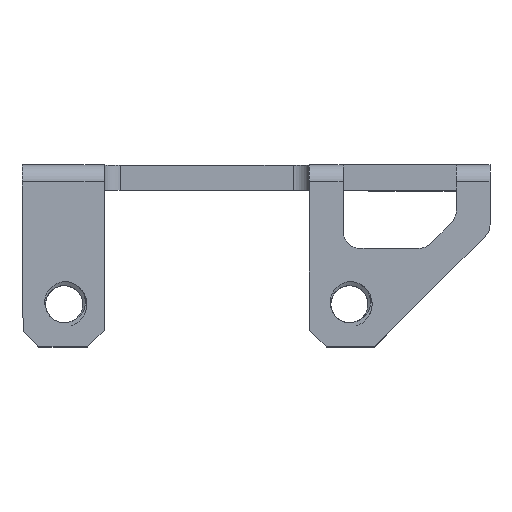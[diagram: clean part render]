
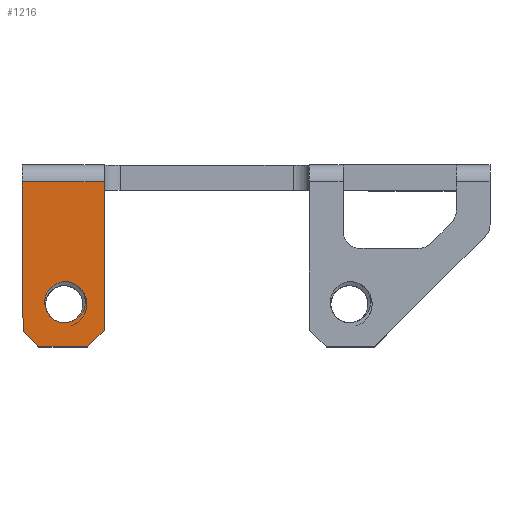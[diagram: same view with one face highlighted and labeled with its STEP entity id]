
A CAD part, top view. The second image highlights one B-rep face of the part: STEP entity #1216.
In plain terms, the highlighted planar face has unit normal (0, 0, 1).
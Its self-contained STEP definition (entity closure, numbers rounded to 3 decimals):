
#101 = LINE ( 'NONE', #580, #2257 ) ;
#151 = EDGE_CURVE ( 'NONE', #2801, #6146, #6325, .T. ) ;
#206 = ORIENTED_EDGE ( 'NONE', *, *, #5843, .T. ) ;
#262 = CARTESIAN_POINT ( 'NONE',  ( -7.085, -10.8, 0. ) ) ;
#271 = LINE ( 'NONE', #5188, #5452 ) ;
#297 = DIRECTION ( 'NONE',  ( -0.003, -1., 0. ) ) ;
#323 = LINE ( 'NONE', #2666, #1797 ) ;
#332 = CARTESIAN_POINT ( 'NONE',  ( -7.464, -7.363, 0. ) ) ;
#363 = ORIENTED_EDGE ( 'NONE', *, *, #6069, .T. ) ;
#402 = CARTESIAN_POINT ( 'NONE',  ( -7.2, -8.315, 0. ) ) ;
#405 = CARTESIAN_POINT ( 'NONE',  ( -8.227, -6.928, 0. ) ) ;
#558 = EDGE_CURVE ( 'NONE', #2809, #2801, #3191, .T. ) ;
#570 = ORIENTED_EDGE ( 'NONE', *, *, #6646, .T. ) ;
#580 = CARTESIAN_POINT ( 'NONE',  ( -6.585, -10.3, 0. ) ) ;
#656 = CARTESIAN_POINT ( 'NONE',  ( -8.463, -9.363, 0. ) ) ;
#674 = CARTESIAN_POINT ( 'NONE',  ( -8.096, -9.3, 0. ) ) ;
#795 = ORIENTED_EDGE ( 'NONE', *, *, #949, .T. ) ;
#875 = CIRCLE ( 'NONE', #2978, 1.1 ) ;
#883 = CARTESIAN_POINT ( 'NONE',  ( -8.407, -6.921, 0. ) ) ;
#916 = CARTESIAN_POINT ( 'NONE',  ( -7.274, -7.715, 0. ) ) ;
#949 = EDGE_CURVE ( 'NONE', #1326, #2864, #4116, .T. ) ;
#1145 = CARTESIAN_POINT ( 'NONE',  ( -10.882, -9.881, 0. ) ) ;
#1160 = CARTESIAN_POINT ( 'NONE',  ( -8.096, -9.3, 0. ) ) ;
#1164 = CARTESIAN_POINT ( 'NONE',  ( -10.922, -8.34, 0. ) ) ;
#1170 = ORIENTED_EDGE ( 'NONE', *, *, #2295, .T. ) ;
#1175 = DIRECTION ( 'NONE',  ( 0., -1., 0. ) ) ;
#1216 = ADVANCED_FACE ( 'NONE', ( #3342, #4992 ), #2856, .T. ) ;
#1255 = CARTESIAN_POINT ( 'NONE',  ( -8.609, -6.932, 0. ) ) ;
#1276 = CARTESIAN_POINT ( 'NONE',  ( -6.085, -9.8, 0. ) ) ;
#1326 = VERTEX_POINT ( 'NONE', #1860 ) ;
#1435 = VERTEX_POINT ( 'NONE', #674 ) ;
#1680 = CARTESIAN_POINT ( 'NONE',  ( -8.463, -8.263, 0. ) ) ;
#1761 = LINE ( 'NONE', #5258, #5445 ) ;
#1785 = LINE ( 'NONE', #1164, #3117 ) ;
#1787 = CARTESIAN_POINT ( 'NONE',  ( -9.493, -8.646, 0. ) ) ;
#1797 = VECTOR ( 'NONE', #2115, 1000. ) ;
#1839 = VERTEX_POINT ( 'NONE', #1145 ) ;
#1860 = CARTESIAN_POINT ( 'NONE',  ( -10.944, -1.5, 0. ) ) ;
#1878 = DIRECTION ( 'NONE',  ( -1., 0., 0. ) ) ;
#1946 = CARTESIAN_POINT ( 'NONE',  ( -9.963, -10.8, 0. ) ) ;
#2115 = DIRECTION ( 'NONE',  ( 0., 1., 0. ) ) ;
#2165 = DIRECTION ( 'NONE',  ( 0., 0., 1. ) ) ;
#2219 = CARTESIAN_POINT ( 'NONE',  ( -9.528, -7.662, 0. ) ) ;
#2257 = VECTOR ( 'NONE', #6227, 1000. ) ;
#2295 = EDGE_CURVE ( 'NONE', #6943, #1326, #4563, .T. ) ;
#2369 = VERTEX_POINT ( 'NONE', #3571 ) ;
#2441 = ORIENTED_EDGE ( 'NONE', *, *, #151, .T. ) ;
#2505 = DIRECTION ( 'NONE',  ( 0., 0., -1. ) ) ;
#2602 = CARTESIAN_POINT ( 'NONE',  ( -7.464, -7.363, 0. ) ) ;
#2626 = ORIENTED_EDGE ( 'NONE', *, *, #5574, .T. ) ;
#2638 = CARTESIAN_POINT ( 'NONE',  ( -7.191, -8.108, 0. ) ) ;
#2666 = CARTESIAN_POINT ( 'NONE',  ( -6.085, -5.4, 0. ) ) ;
#2706 = VERTEX_POINT ( 'NONE', #262 ) ;
#2801 = VERTEX_POINT ( 'NONE', #1787 ) ;
#2809 = VERTEX_POINT ( 'NONE', #656 ) ;
#2825 = ORIENTED_EDGE ( 'NONE', *, *, #7182, .T. ) ;
#2835 = VECTOR ( 'NONE', #297, 1000. ) ;
#2856 = PLANE ( 'NONE',  #5305 ) ;
#2864 = VERTEX_POINT ( 'NONE', #5063 ) ;
#2907 = CARTESIAN_POINT ( 'NONE',  ( -9.311, -7.325, 0. ) ) ;
#2933 = EDGE_CURVE ( 'NONE', #2706, #3069, #101, .T. ) ;
#2978 = AXIS2_PLACEMENT_3D ( 'NONE', #1680, #3931, #6160 ) ;
#3069 = VERTEX_POINT ( 'NONE', #1276 ) ;
#3074 = B_SPLINE_CURVE_WITH_KNOTS ( 'NONE', 3,
 ( #3199, #405, #3234, #5473, #6601, #2602 ),
 .UNSPECIFIED., .F., .F.,
 ( 4, 2, 4 ),
 ( 0., 0.001, 0.001 ),
 .UNSPECIFIED. ) ;
#3117 = VECTOR ( 'NONE', #6856, 1000. ) ;
#3160 = CARTESIAN_POINT ( 'NONE',  ( -7.245, -7.813, 0. ) ) ;
#3191 = CIRCLE ( 'NONE', #3886, 1.1 ) ;
#3199 = CARTESIAN_POINT ( 'NONE',  ( -8.407, -6.921, 0. ) ) ;
#3209 = ORIENTED_EDGE ( 'NONE', *, *, #2933, .T. ) ;
#3234 = CARTESIAN_POINT ( 'NONE',  ( -8.052, -6.971, 0. ) ) ;
#3342 = FACE_OUTER_BOUND ( 'NONE', #6771, .T. ) ;
#3393 = CARTESIAN_POINT ( 'NONE',  ( -9.623, -8.261, 0. ) ) ;
#3423 = DIRECTION ( 'NONE',  ( 1., 0., 0. ) ) ;
#3459 = CARTESIAN_POINT ( 'NONE',  ( -10.944, -1.25, 0. ) ) ;
#3463 = CARTESIAN_POINT ( 'NONE',  ( -10.422, -10.34, 0. ) ) ;
#3571 = CARTESIAN_POINT ( 'NONE',  ( -6.085, -1., 0. ) ) ;
#3612 = DIRECTION ( 'NONE',  ( 0., 1., 0. ) ) ;
#3706 = CARTESIAN_POINT ( 'NONE',  ( -7.464, -7.363, 0. ) ) ;
#3741 = CARTESIAN_POINT ( 'NONE',  ( -7.404, -7.445, 0. ) ) ;
#3886 = AXIS2_PLACEMENT_3D ( 'NONE', #4676, #2505, #3612 ) ;
#3931 = DIRECTION ( 'NONE',  ( 0., 0., -1. ) ) ;
#4007 = EDGE_CURVE ( 'NONE', #6181, #1435, #5967, .T. ) ;
#4056 = CARTESIAN_POINT ( 'NONE',  ( -9.594, -7.859, 0. ) ) ;
#4116 = LINE ( 'NONE', #7007, #2835 ) ;
#4154 = ORIENTED_EDGE ( 'NONE', *, *, #4007, .T. ) ;
#4469 = ORIENTED_EDGE ( 'NONE', *, *, #6202, .T. ) ;
#4508 = VECTOR ( 'NONE', #4567, 1000. ) ;
#4553 = DIRECTION ( 'NONE',  ( -1., 0., 0. ) ) ;
#4563 = LINE ( 'NONE', #3459, #5192 ) ;
#4567 = DIRECTION ( 'NONE',  ( 0.707, -0.707, 0. ) ) ;
#4676 = CARTESIAN_POINT ( 'NONE',  ( -8.463, -8.263, 0. ) ) ;
#4884 = CARTESIAN_POINT ( 'NONE',  ( -7.718, -9.152, 0. ) ) ;
#4990 = ORIENTED_EDGE ( 'NONE', *, *, #6233, .T. ) ;
#4992 = FACE_BOUND ( 'NONE', #5447, .T. ) ;
#5056 = CARTESIAN_POINT ( 'NONE',  ( -7.898, -9.254, 0. ) ) ;
#5063 = CARTESIAN_POINT ( 'NONE',  ( -10.963, -6.8, 0. ) ) ;
#5188 = CARTESIAN_POINT ( 'NONE',  ( -8.515, -1., 0. ) ) ;
#5192 = VECTOR ( 'NONE', #1175, 1000. ) ;
#5258 = CARTESIAN_POINT ( 'NONE',  ( -8.524, -10.8, 0. ) ) ;
#5305 = AXIS2_PLACEMENT_3D ( 'NONE', #6189, #2165, #4553 ) ;
#5396 = CARTESIAN_POINT ( 'NONE',  ( -7.427, -8.874, 0. ) ) ;
#5435 = CARTESIAN_POINT ( 'NONE',  ( -7.318, -8.697, 0. ) ) ;
#5445 = VECTOR ( 'NONE', #3423, 1000. ) ;
#5447 = EDGE_LOOP ( 'NONE', ( #6035, #2441, #363, #4154, #2626 ) ) ;
#5452 = VECTOR ( 'NONE', #1878, 1000. ) ;
#5473 = CARTESIAN_POINT ( 'NONE',  ( -7.728, -7.124, 0. ) ) ;
#5574 = EDGE_CURVE ( 'NONE', #1435, #2809, #875, .T. ) ;
#5597 = CARTESIAN_POINT ( 'NONE',  ( -8.407, -6.921, 0. ) ) ;
#5701 = CARTESIAN_POINT ( 'NONE',  ( -8.806, -6.989, 0. ) ) ;
#5737 = CARTESIAN_POINT ( 'NONE',  ( -9.158, -7.185, 0. ) ) ;
#5843 = EDGE_CURVE ( 'NONE', #3069, #2369, #323, .T. ) ;
#5936 = CARTESIAN_POINT ( 'NONE',  ( -7.354, -7.531, 0. ) ) ;
#5967 = B_SPLINE_CURVE_WITH_KNOTS ( 'NONE', 3,
 ( #3706, #3741, #5936, #916, #3160, #2638, #402, #5435, #5396, #4884, #5056, #1160 ),
 .UNSPECIFIED., .F., .F.,
 ( 4, 2, 2, 2, 2, 4 ),
 ( 0., 0., 0.001, 0.001, 0.002, 0.002 ),
 .UNSPECIFIED. ) ;
#6035 = ORIENTED_EDGE ( 'NONE', *, *, #558, .T. ) ;
#6069 = EDGE_CURVE ( 'NONE', #6146, #6181, #3074, .T. ) ;
#6146 = VERTEX_POINT ( 'NONE', #883 ) ;
#6160 = DIRECTION ( 'NONE',  ( 0., 1., 0. ) ) ;
#6181 = VERTEX_POINT ( 'NONE', #332 ) ;
#6189 = CARTESIAN_POINT ( 'NONE',  ( -11.45, -11.78, 0. ) ) ;
#6202 = EDGE_CURVE ( 'NONE', #1839, #6972, #6795, .T. ) ;
#6227 = DIRECTION ( 'NONE',  ( 0.707, 0.707, 0. ) ) ;
#6233 = EDGE_CURVE ( 'NONE', #6972, #2706, #1761, .T. ) ;
#6244 = CARTESIAN_POINT ( 'NONE',  ( -9.586, -8.465, 0. ) ) ;
#6325 = B_SPLINE_CURVE_WITH_KNOTS ( 'NONE', 3,
 ( #6834, #6244, #3393, #4056, #2219, #2907, #5737, #5701, #1255, #5597 ),
 .UNSPECIFIED., .F., .F.,
 ( 4, 2, 2, 2, 4 ),
 ( 0., 0.001, 0.001, 0.002, 0.002 ),
 .UNSPECIFIED. ) ;
#6601 = CARTESIAN_POINT ( 'NONE',  ( -7.585, -7.23, 0. ) ) ;
#6646 = EDGE_CURVE ( 'NONE', #2369, #6943, #271, .T. ) ;
#6771 = EDGE_LOOP ( 'NONE', ( #206, #570, #1170, #795, #2825, #4469, #4990, #3209 ) ) ;
#6795 = LINE ( 'NONE', #3463, #4508 ) ;
#6834 = CARTESIAN_POINT ( 'NONE',  ( -9.493, -8.646, 0. ) ) ;
#6856 = DIRECTION ( 'NONE',  ( 0.026, -1., 0. ) ) ;
#6899 = CARTESIAN_POINT ( 'NONE',  ( -10.944, -1., 0. ) ) ;
#6943 = VERTEX_POINT ( 'NONE', #6899 ) ;
#6972 = VERTEX_POINT ( 'NONE', #1946 ) ;
#7007 = CARTESIAN_POINT ( 'NONE',  ( -10.953, -4.15, 0. ) ) ;
#7182 = EDGE_CURVE ( 'NONE', #2864, #1839, #1785, .T. ) ;
